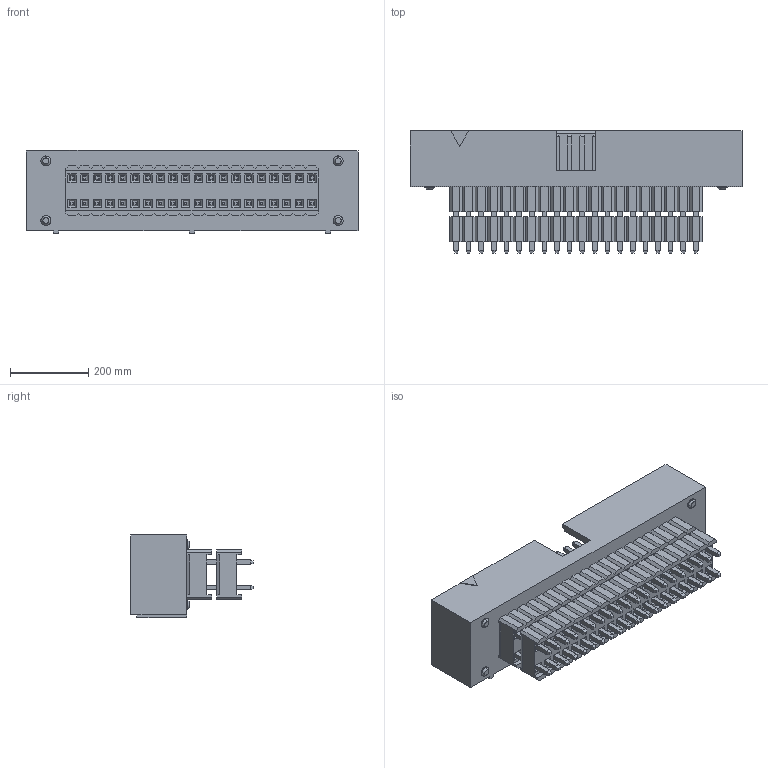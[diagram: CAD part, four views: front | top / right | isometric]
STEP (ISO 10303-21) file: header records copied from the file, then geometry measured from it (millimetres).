
FILE_DESCRIPTION( ('This file contains a STEP AP42 implementation' ,'as created by ZW3D STEP Interface translator.') ,'2;1' );
FILE_NAME( '3140-XXSXXBD00XX.stp' ,'231122.141229', (''), ('ZWCAD Software Co.'), 'Version 1.0', 'ZW3D to STEP translator', '' );
FILE_SCHEMA(('AUTOMOTIVE_DESIGN { 1 0 10303 214 1 1 1 1 }'));
Length unit declared in the file: millimetre
Products named in the file (2): 0; 3140-40SXXBDXXXX
Bounding box: 848.36 x 312.42 x 212.09 mm (x, y, z)
Volume: 20034295.3 mm3; surface area: 1711239.1 mm2
Topology: 1 solids, 20 shells, 2195 faces, 6172 edges, 4006 vertices
Faces by surface type: plane 2175, cone 12, bspline 8
Entity records: 85942 total; most frequent: CARTESIAN_POINT 36057, ORIENTED_EDGE 12344, EDGE_CURVE 6172, DIRECTION 5949, B_SPLINE_CURVE_WITH_KNOTS 4599, VERTEX_POINT 4006, EDGE_LOOP 2416, FACE_OUTER_BOUND 2195
